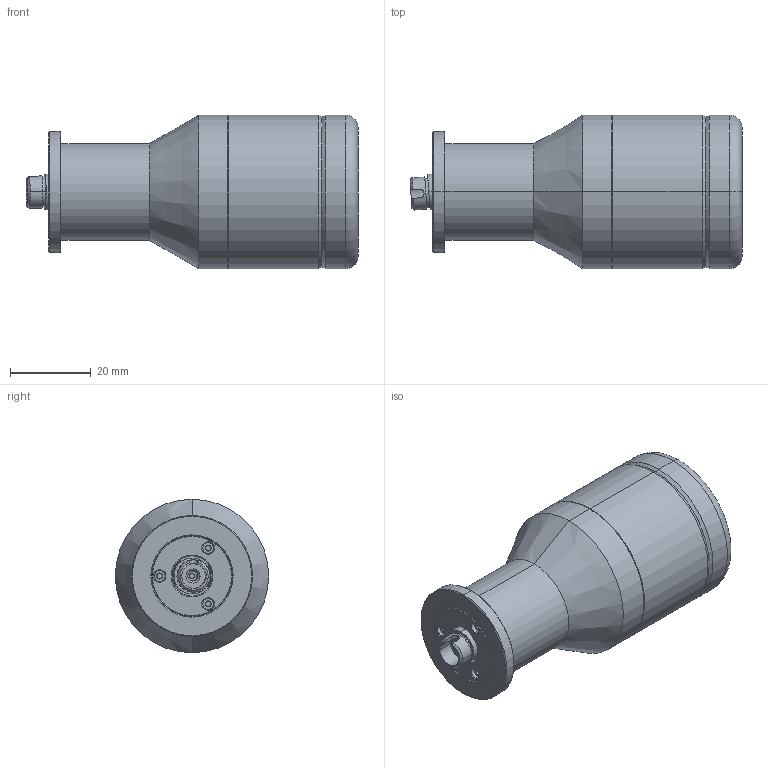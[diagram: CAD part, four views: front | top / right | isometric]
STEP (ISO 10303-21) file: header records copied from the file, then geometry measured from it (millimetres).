
FILE_DESCRIPTION((''),'2;1');
FILE_NAME('ACC-030L','2022-03-25T',('EDY'),(''),'CREO PARAMETRIC BY PTC INC, 2018070','CREO PARAMETRIC BY PTC INC, 2018070','');
FILE_SCHEMA(('CONFIG_CONTROL_DESIGN'));
Length unit declared in the file: millimetre
Products named in the file (1): ACC-030L
Bounding box: 82.28 x 38 x 38 mm (x, y, z)
Volume: 65524.9 mm3; surface area: 11143.5 mm2
Topology: 1 solids, 2 shells, 350 faces, 818 edges, 511 vertices
Faces by surface type: plane 163, cylinder 72, extrusion 68, cone 45, torus 2
Entity records: 13382 total; most frequent: CARTESIAN_POINT 4970, ORIENTED_EDGE 1762, DIRECTION 1561, EDGE_CURVE 881, VECTOR 609, VERTEX_POINT 574, LINE 541, AXIS2_PLACEMENT_3D 476
